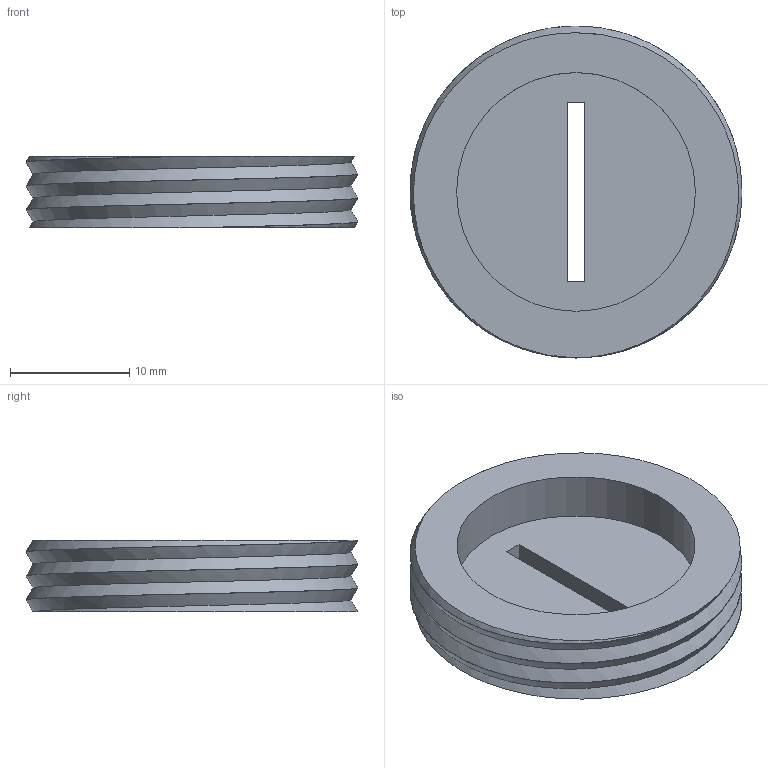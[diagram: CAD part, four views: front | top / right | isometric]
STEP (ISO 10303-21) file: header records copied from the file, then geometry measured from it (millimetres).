
FILE_DESCRIPTION(/* description */ ('STEP AP242','CAx-IF Rec.Pracs.---Representation and Presentation of Product Manufacturing Information (PMI)---4.0---2014-10-13','CAx-IF Rec.Pracs.---3D Tessellated Geometry---0.4---2014-09-14','2;1'),/* implementation_level */ '2;1');
FILE_NAME(/* name */ '64781934b5221d34a0912387',/* time_stamp */ '2023-06-01T04:06:12Z',/* author */ (''),/* organization */ (''),/* preprocessor_version */ 'ST-DEVELOPER v19.4',/* originating_system */ ' ',/* authorisation */ ' ');
FILE_SCHEMA (('AP242_MANAGED_MODEL_BASED_3D_ENGINEERING_MIM_LF { 1 0 10303 442 1 1 4 }'));
Length unit declared in the file: metre
Products named in the file (1): Watch Screw
Bounding box: 27.8 x 27.8 x 6 mm (x, y, z)
Volume: 2192.8 mm3; surface area: 2029.3 mm2
Topology: 1 solids, 1 shells, 11 faces, 24 edges, 16 vertices
Faces by surface type: plane 7, cylinder 2, bspline 2
Full cylindrical faces by diameter (mm): 20 x1
Entity records: 984 total; most frequent: CARTESIAN_POINT 737, ORIENTED_EDGE 46, DIRECTION 40, EDGE_CURVE 23, VERTEX_POINT 16, EDGE_LOOP 15, FACE_BOUND 15, AXIS2_PLACEMENT_3D 14
